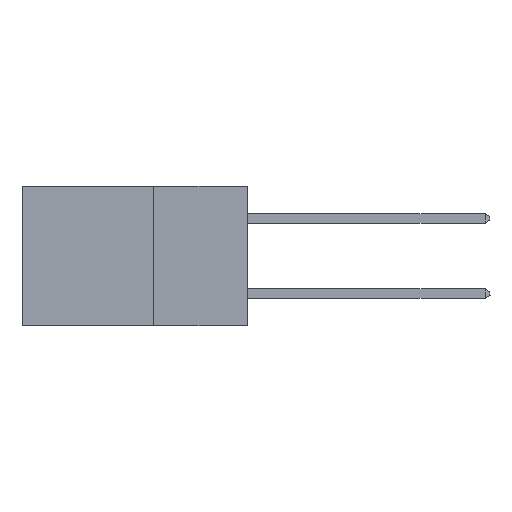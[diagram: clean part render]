
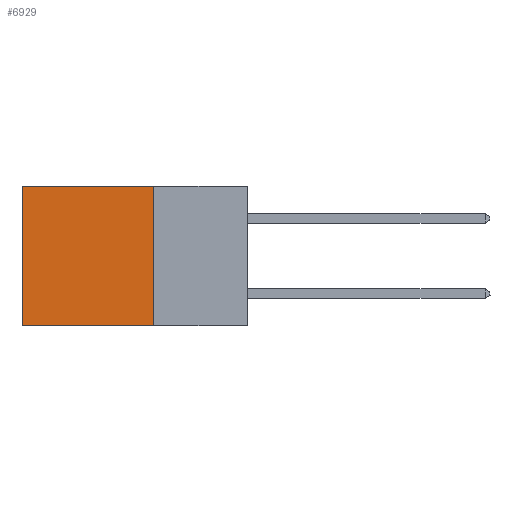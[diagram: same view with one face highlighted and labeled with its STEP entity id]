
A CAD part, left-side view. The second image highlights one B-rep face of the part: STEP entity #6929.
In plain terms, the highlighted planar face has unit normal (-1, 0, 0).
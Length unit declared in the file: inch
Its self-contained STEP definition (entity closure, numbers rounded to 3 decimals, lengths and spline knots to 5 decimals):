
#231 = LINE ( 'NONE', #29434, #26756 ) ;
#2386 = CARTESIAN_POINT ( 'NONE',  ( 0.298, 0.25, 0. ) ) ;
#2439 = CARTESIAN_POINT ( 'NONE',  ( 0.298, 0.6, -0.37 ) ) ;
#2754 = VECTOR ( 'NONE', #6385, 39.37008 ) ;
#3074 = VERTEX_POINT ( 'NONE', #2386 ) ;
#3118 = ORIENTED_EDGE ( 'NONE', *, *, #15998, .F. ) ;
#5256 = VERTEX_POINT ( 'NONE', #2439 ) ;
#6385 = DIRECTION ( 'NONE',  ( 0., 1., 0. ) ) ;
#6686 = CARTESIAN_POINT ( 'NONE',  ( 0.298, 0.25, 0. ) ) ;
#6929 = ADVANCED_FACE ( 'NONE', ( #16451 ), #7259, .F. ) ;
#7259 = PLANE ( 'NONE',  #27771 ) ;
#7714 = LINE ( 'NONE', #6686, #12147 ) ;
#12147 = VECTOR ( 'NONE', #22046, 39.37008 ) ;
#12444 = CARTESIAN_POINT ( 'NONE',  ( 0.298, 0.25, 0. ) ) ;
#14212 = CARTESIAN_POINT ( 'NONE',  ( 0.298, 0.25, -0.37 ) ) ;
#14782 = ORIENTED_EDGE ( 'NONE', *, *, #25389, .F. ) ;
#14986 = DIRECTION ( 'NONE',  ( 0., 0., -1. ) ) ;
#15689 = VERTEX_POINT ( 'NONE', #26689 ) ;
#15741 = CARTESIAN_POINT ( 'NONE',  ( 0.298, 0.25, 0. ) ) ;
#15998 = EDGE_CURVE ( 'NONE', #3074, #15689, #19984, .T. ) ;
#16451 = FACE_OUTER_BOUND ( 'NONE', #30994, .T. ) ;
#17137 = DIRECTION ( 'NONE',  ( 1., 0., 0. ) ) ;
#17718 = EDGE_CURVE ( 'NONE', #20355, #5256, #231, .T. ) ;
#18407 = ORIENTED_EDGE ( 'NONE', *, *, #17718, .T. ) ;
#19984 = LINE ( 'NONE', #15741, #26026 ) ;
#20355 = VERTEX_POINT ( 'NONE', #22471 ) ;
#20630 = ORIENTED_EDGE ( 'NONE', *, *, #28651, .T. ) ;
#21612 = DIRECTION ( 'NONE',  ( 0., 0., -1. ) ) ;
#22046 = DIRECTION ( 'NONE',  ( 0., 1., 0. ) ) ;
#22471 = CARTESIAN_POINT ( 'NONE',  ( 0.298, 0.6, 0. ) ) ;
#25389 = EDGE_CURVE ( 'NONE', #15689, #5256, #26833, .T. ) ;
#26026 = VECTOR ( 'NONE', #21612, 39.37008 ) ;
#26689 = CARTESIAN_POINT ( 'NONE',  ( 0.298, 0.25, -0.37 ) ) ;
#26756 = VECTOR ( 'NONE', #31835, 39.37008 ) ;
#26833 = LINE ( 'NONE', #14212, #2754 ) ;
#27771 = AXIS2_PLACEMENT_3D ( 'NONE', #12444, #17137, #14986 ) ;
#28651 = EDGE_CURVE ( 'NONE', #3074, #20355, #7714, .T. ) ;
#29434 = CARTESIAN_POINT ( 'NONE',  ( 0.298, 0.6, 0. ) ) ;
#30994 = EDGE_LOOP ( 'NONE', ( #18407, #14782, #3118, #20630 ) ) ;
#31835 = DIRECTION ( 'NONE',  ( 0., 0., -1. ) ) ;
